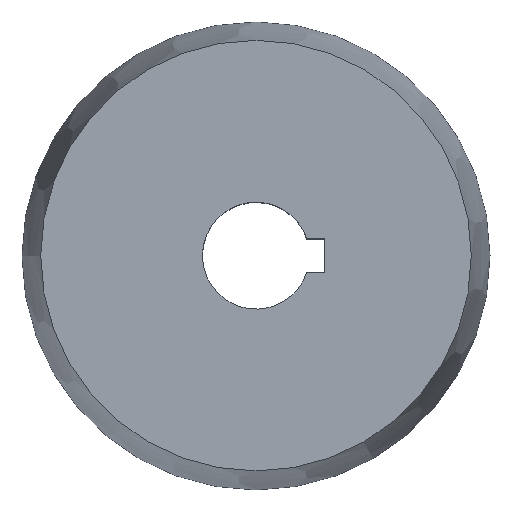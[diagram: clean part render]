
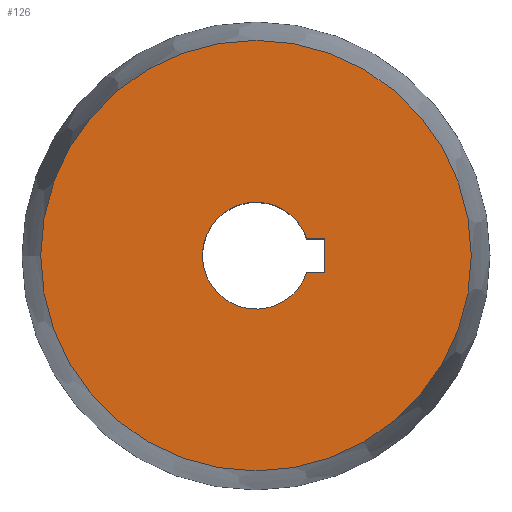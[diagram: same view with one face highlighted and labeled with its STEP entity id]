
A CAD part, top view. The second image highlights one B-rep face of the part: STEP entity #126.
In plain terms, the highlighted planar face has unit normal (0, 0, 1).
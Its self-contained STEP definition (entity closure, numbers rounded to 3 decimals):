
#15=FACE_BOUND('',#36,.T.);
#18=CIRCLE('',#146,8.);
#20=CIRCLE('',#149,32.2);
#28=FACE_OUTER_BOUND('',#35,.T.);
#35=EDGE_LOOP('',(#106));
#36=EDGE_LOOP('',(#107,#108,#109,#110));
#39=LINE('',#192,#50);
#43=LINE('',#200,#54);
#46=LINE('',#206,#57);
#50=VECTOR('',#157,10.);
#54=VECTOR('',#163,10.);
#57=VECTOR('',#168,10.);
#61=VERTEX_POINT('',#190);
#62=VERTEX_POINT('',#191);
#65=VERTEX_POINT('',#199);
#67=VERTEX_POINT('',#205);
#69=VERTEX_POINT('',#214);
#71=EDGE_CURVE('',#61,#62,#39,.T.);
#75=EDGE_CURVE('',#62,#65,#43,.T.);
#78=EDGE_CURVE('',#65,#67,#46,.T.);
#81=EDGE_CURVE('',#67,#61,#18,.T.);
#83=EDGE_CURVE('',#69,#69,#20,.T.);
#106=ORIENTED_EDGE('',*,*,#83,.F.);
#107=ORIENTED_EDGE('',*,*,#71,.T.);
#108=ORIENTED_EDGE('',*,*,#75,.T.);
#109=ORIENTED_EDGE('',*,*,#78,.T.);
#110=ORIENTED_EDGE('',*,*,#81,.T.);
#119=PLANE('',#151);
#126=ADVANCED_FACE('',(#28,#15),#119,.F.);
#146=AXIS2_PLACEMENT_3D('',#211,#173,#174);
#149=AXIS2_PLACEMENT_3D('',#215,#179,#180);
#151=AXIS2_PLACEMENT_3D('',#219,#184,#185);
#157=DIRECTION('',(1.,0.,0.));
#163=DIRECTION('',(0.,-1.,0.));
#168=DIRECTION('',(-1.,-0.007,0.));
#173=DIRECTION('center_axis',(0.,0.,-1.));
#174=DIRECTION('ref_axis',(0.949,-0.315,0.));
#179=DIRECTION('center_axis',(0.,0.,-1.));
#180=DIRECTION('ref_axis',(1.,0.,0.));
#184=DIRECTION('center_axis',(0.,0.,-1.));
#185=DIRECTION('ref_axis',(1.,0.,0.));
#190=CARTESIAN_POINT('',(7.599,2.5,511.695));
#191=CARTESIAN_POINT('',(10.3,2.5,511.695));
#192=CARTESIAN_POINT('',(5.15,2.5,511.695));
#199=CARTESIAN_POINT('',(10.3,-2.5,511.695));
#200=CARTESIAN_POINT('',(10.3,-1.25,511.695));
#205=CARTESIAN_POINT('',(7.593,-2.518,511.695));
#206=CARTESIAN_POINT('',(3.805,-2.543,511.695));
#211=CARTESIAN_POINT('Origin',(0.,0.,511.695));
#214=CARTESIAN_POINT('',(-32.2,0.,511.695));
#215=CARTESIAN_POINT('Origin',(0.,0.,511.695));
#219=CARTESIAN_POINT('Origin',(0.,0.,511.695));
